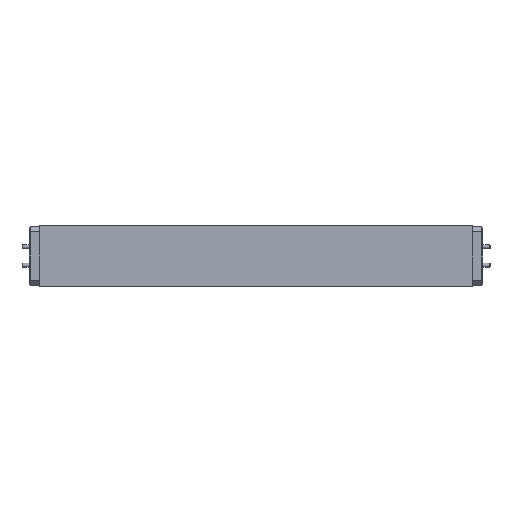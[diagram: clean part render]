
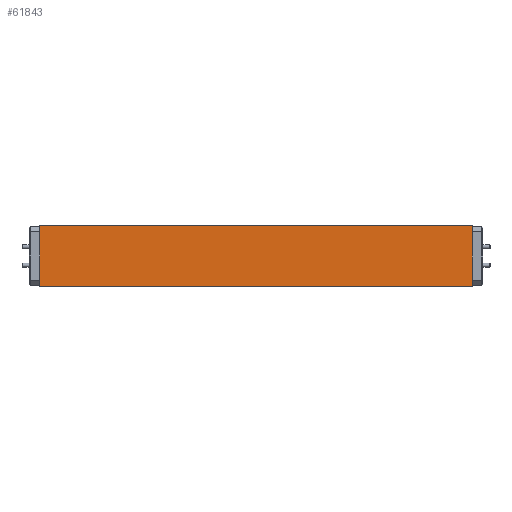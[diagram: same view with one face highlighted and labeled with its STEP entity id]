
A CAD part, front view. The second image highlights one B-rep face of the part: STEP entity #61843.
In plain terms, the highlighted planar face has unit normal (0, -1, 0).
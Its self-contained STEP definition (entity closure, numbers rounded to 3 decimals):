
#521 = DIRECTION ( 'NONE',  ( 0., 0., -1. ) ) ;
#1032 = DIRECTION ( 'NONE',  ( 0., 0., -1. ) ) ;
#1331 = CARTESIAN_POINT ( 'NONE',  ( 263.61, -6.118, 18. ) ) ;
#2919 = VERTEX_POINT ( 'NONE', #1331 ) ;
#5486 = EDGE_CURVE ( 'NONE', #39651, #27790, #23856, .T. ) ;
#11032 = DIRECTION ( 'NONE',  ( 0., 0., -1. ) ) ;
#11492 = DIRECTION ( 'NONE',  ( 0., 1., 0. ) ) ;
#16391 = LINE ( 'NONE', #70039, #17918 ) ;
#16499 = CARTESIAN_POINT ( 'NONE',  ( 6.4, -6.118, 18. ) ) ;
#16880 = EDGE_CURVE ( 'NONE', #38591, #66028, #63860, .T. ) ;
#17333 = PLANE ( 'NONE',  #17868 ) ;
#17868 = AXIS2_PLACEMENT_3D ( 'NONE', #41243, #11492, #67405 ) ;
#17918 = VECTOR ( 'NONE', #40306, 1000. ) ;
#23285 = EDGE_LOOP ( 'NONE', ( #55379, #42464, #52923, #55284, #32258, #75865, #68464, #41717 ) ) ;
#23850 = EDGE_CURVE ( 'NONE', #2919, #56877, #36298, .T. ) ;
#23856 = LINE ( 'NONE', #71647, #61459 ) ;
#24685 = CARTESIAN_POINT ( 'NONE',  ( 263.61, -6.118, -18. ) ) ;
#25679 = CARTESIAN_POINT ( 'NONE',  ( 6.4, -6.118, -17.5 ) ) ;
#27790 = VERTEX_POINT ( 'NONE', #24685 ) ;
#31756 = EDGE_CURVE ( 'NONE', #68058, #27790, #57316, .T. ) ;
#32165 = LINE ( 'NONE', #56070, #43914 ) ;
#32258 = ORIENTED_EDGE ( 'NONE', *, *, #57754, .F. ) ;
#32660 = CARTESIAN_POINT ( 'NONE',  ( 263.61, -6.118, 18. ) ) ;
#33299 = VECTOR ( 'NONE', #43451, 1000. ) ;
#35100 = VECTOR ( 'NONE', #1032, 1000. ) ;
#36298 = LINE ( 'NONE', #55071, #35100 ) ;
#36481 = VECTOR ( 'NONE', #11032, 1000. ) ;
#38591 = VERTEX_POINT ( 'NONE', #60962 ) ;
#39651 = VERTEX_POINT ( 'NONE', #49056 ) ;
#40306 = DIRECTION ( 'NONE',  ( 0., 0., -1. ) ) ;
#41064 = EDGE_CURVE ( 'NONE', #66028, #39651, #67054, .T. ) ;
#41243 = CARTESIAN_POINT ( 'NONE',  ( 263.61, -6.118, 18. ) ) ;
#41717 = ORIENTED_EDGE ( 'NONE', *, *, #41064, .T. ) ;
#41903 = DIRECTION ( 'NONE',  ( 1., 0., 0. ) ) ;
#42464 = ORIENTED_EDGE ( 'NONE', *, *, #31756, .F. ) ;
#43451 = DIRECTION ( 'NONE',  ( 0., 0., -1. ) ) ;
#43914 = VECTOR ( 'NONE', #72534, 1000. ) ;
#45432 = VECTOR ( 'NONE', #68301, 1000. ) ;
#45863 = EDGE_CURVE ( 'NONE', #61511, #38591, #50499, .T. ) ;
#49056 = CARTESIAN_POINT ( 'NONE',  ( 6.4, -6.118, -18. ) ) ;
#50499 = LINE ( 'NONE', #61444, #33299 ) ;
#52923 = ORIENTED_EDGE ( 'NONE', *, *, #64813, .F. ) ;
#55071 = CARTESIAN_POINT ( 'NONE',  ( 263.61, -6.118, 18. ) ) ;
#55284 = ORIENTED_EDGE ( 'NONE', *, *, #23850, .F. ) ;
#55379 = ORIENTED_EDGE ( 'NONE', *, *, #5486, .T. ) ;
#56070 = CARTESIAN_POINT ( 'NONE',  ( 263.61, -6.118, 18. ) ) ;
#56077 = CARTESIAN_POINT ( 'NONE',  ( 263.61, -6.118, -17.5 ) ) ;
#56756 = VECTOR ( 'NONE', #521, 1000. ) ;
#56877 = VERTEX_POINT ( 'NONE', #66748 ) ;
#57316 = LINE ( 'NONE', #32660, #45432 ) ;
#57754 = EDGE_CURVE ( 'NONE', #61511, #2919, #32165, .T. ) ;
#60962 = CARTESIAN_POINT ( 'NONE',  ( 6.4, -6.118, 17.5 ) ) ;
#61444 = CARTESIAN_POINT ( 'NONE',  ( 6.4, -6.118, 18. ) ) ;
#61459 = VECTOR ( 'NONE', #41903, 1000. ) ;
#61511 = VERTEX_POINT ( 'NONE', #63159 ) ;
#61843 = ADVANCED_FACE ( 'NONE', ( #70990 ), #17333, .F. ) ;
#63159 = CARTESIAN_POINT ( 'NONE',  ( 6.4, -6.118, 18. ) ) ;
#63860 = LINE ( 'NONE', #16499, #36481 ) ;
#64813 = EDGE_CURVE ( 'NONE', #56877, #68058, #16391, .T. ) ;
#66028 = VERTEX_POINT ( 'NONE', #25679 ) ;
#66677 = CARTESIAN_POINT ( 'NONE',  ( 6.4, -6.118, 18. ) ) ;
#66748 = CARTESIAN_POINT ( 'NONE',  ( 263.61, -6.118, 17.5 ) ) ;
#67054 = LINE ( 'NONE', #66677, #56756 ) ;
#67405 = DIRECTION ( 'NONE',  ( 1., 0., 0. ) ) ;
#68058 = VERTEX_POINT ( 'NONE', #56077 ) ;
#68301 = DIRECTION ( 'NONE',  ( 0., 0., -1. ) ) ;
#68464 = ORIENTED_EDGE ( 'NONE', *, *, #16880, .T. ) ;
#70039 = CARTESIAN_POINT ( 'NONE',  ( 263.61, -6.118, 18. ) ) ;
#70990 = FACE_OUTER_BOUND ( 'NONE', #23285, .T. ) ;
#71647 = CARTESIAN_POINT ( 'NONE',  ( 263.61, -6.118, -18. ) ) ;
#72534 = DIRECTION ( 'NONE',  ( 1., 0., 0. ) ) ;
#75865 = ORIENTED_EDGE ( 'NONE', *, *, #45863, .T. ) ;
